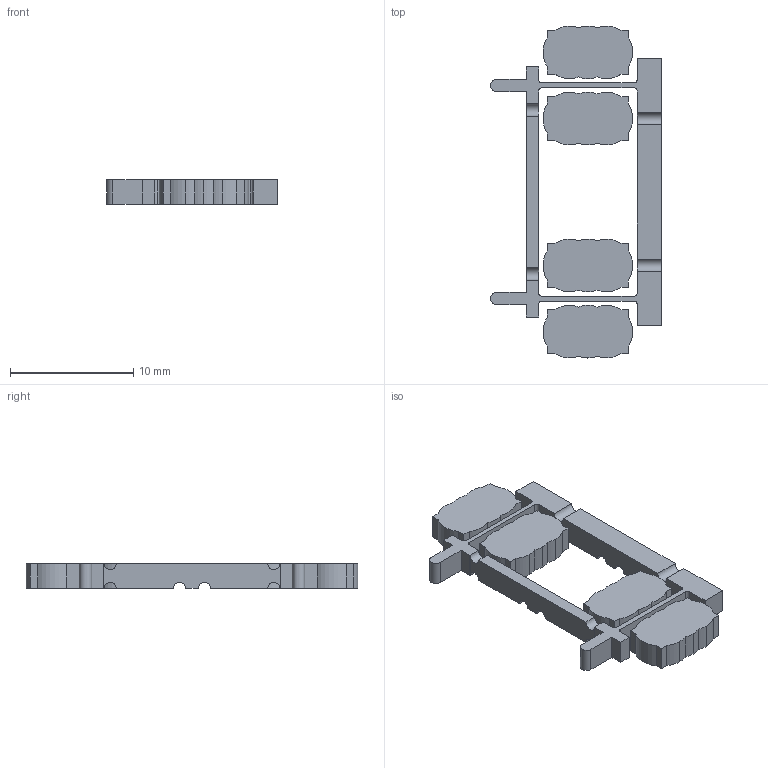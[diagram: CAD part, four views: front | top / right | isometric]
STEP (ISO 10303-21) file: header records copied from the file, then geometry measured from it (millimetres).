
FILE_DESCRIPTION(/* description */ (''),/* implementation_level */ '2;1');
FILE_NAME(/* name */ '15mm soft hanger',/* time_stamp */ '2025-06-25T00:00:50-04:00',/* author */ (''),/* organization */ (''),/* preprocessor_version */ 'ST-DEVELOPER v19.2',/* originating_system */ 'Rhino 8.20',/* authorisation */ '');
FILE_SCHEMA (('CONFIG_CONTROL_DESIGN'));
Length unit declared in the file: millimetre
Products named in the file (1): Document
Bounding box: 13.84 x 26.89 x 2 mm (x, y, z)
Volume: 362.3 mm3; surface area: 797.5 mm2
Topology: 5 solids, 5 shells, 144 faces, 404 edges, 268 vertices
Faces by surface type: plane 78, cylinder 66
Entity records: 4720 total; most frequent: CARTESIAN_POINT 1354, ORIENTED_EDGE 808, DIRECTION 412, EDGE_CURVE 404, AXIS2_PLACEMENT_3D 278, VERTEX_POINT 268, B_SPLINE_CURVE_WITH_KNOTS 262, ADVANCED_FACE 144
